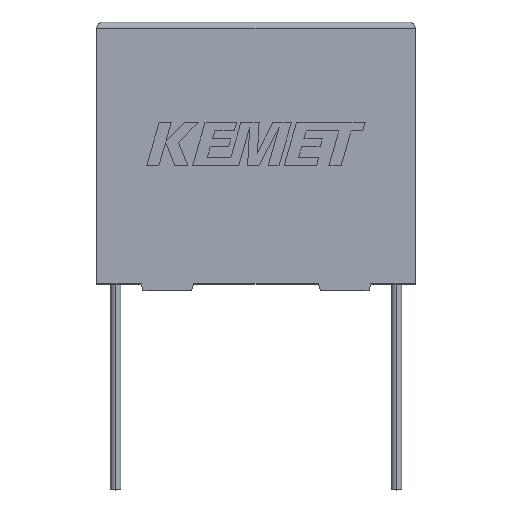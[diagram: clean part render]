
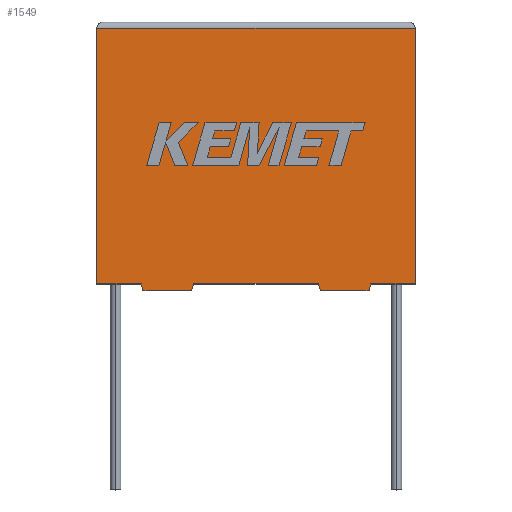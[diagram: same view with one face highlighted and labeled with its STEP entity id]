
A CAD part, top view. The second image highlights one B-rep face of the part: STEP entity #1549.
In plain terms, the highlighted planar face has unit normal (0, 0, 1).
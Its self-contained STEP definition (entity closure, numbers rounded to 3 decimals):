
#56 = VECTOR ( 'NONE', #2752, 1000. ) ;
#103 = LINE ( 'NONE', #196, #3134 ) ;
#135 = VERTEX_POINT ( 'NONE', #1181 ) ;
#136 = PLANE ( 'NONE',  #1834 ) ;
#176 = EDGE_CURVE ( 'NONE', #285, #2365, #2088, .T. ) ;
#196 = CARTESIAN_POINT ( 'NONE',  ( 17.909, -0.5, 12.5 ) ) ;
#260 = CARTESIAN_POINT ( 'NONE',  ( 7.591, -0.5, 12.5 ) ) ;
#268 = CARTESIAN_POINT ( 'NONE',  ( 3.69, -0.5, 12.5 ) ) ;
#285 = VERTEX_POINT ( 'NONE', #1902 ) ;
#304 = CARTESIAN_POINT ( 'NONE',  ( 21.81, -0.5, 12.5 ) ) ;
#312 = LINE ( 'NONE', #2382, #2318 ) ;
#313 = ORIENTED_EDGE ( 'NONE', *, *, #1939, .T. ) ;
#332 = CARTESIAN_POINT ( 'NONE',  ( 17.758, 0., 12.5 ) ) ;
#336 = DIRECTION ( 'NONE',  ( -1., 0., 0. ) ) ;
#348 = CARTESIAN_POINT ( 'NONE',  ( 3.54, 0., 12.5 ) ) ;
#385 = VECTOR ( 'NONE', #1093, 1000. ) ;
#451 = DIRECTION ( 'NONE',  ( 0., 0., -1. ) ) ;
#553 = ORIENTED_EDGE ( 'NONE', *, *, #1419, .T. ) ;
#596 = CARTESIAN_POINT ( 'NONE',  ( 0., 0., 12.5 ) ) ;
#626 = ORIENTED_EDGE ( 'NONE', *, *, #1675, .T. ) ;
#707 = VERTEX_POINT ( 'NONE', #1563 ) ;
#799 = LINE ( 'NONE', #1318, #1159 ) ;
#851 = ORIENTED_EDGE ( 'NONE', *, *, #3142, .F. ) ;
#871 = CARTESIAN_POINT ( 'NONE',  ( 0., 20.5, 12.5 ) ) ;
#943 = DIRECTION ( 'NONE',  ( -1., 0., 0. ) ) ;
#1054 = DIRECTION ( 'NONE',  ( 1., 0., 0. ) ) ;
#1078 = LINE ( 'NONE', #3071, #2151 ) ;
#1093 = DIRECTION ( 'NONE',  ( 0., 1., 0. ) ) ;
#1135 = LINE ( 'NONE', #1802, #56 ) ;
#1138 = EDGE_CURVE ( 'NONE', #707, #2288, #103, .T. ) ;
#1140 = VERTEX_POINT ( 'NONE', #1688 ) ;
#1159 = VECTOR ( 'NONE', #2110, 1000. ) ;
#1181 = CARTESIAN_POINT ( 'NONE',  ( 0., 0., 12.5 ) ) ;
#1241 = LINE ( 'NONE', #304, #1878 ) ;
#1281 = DIRECTION ( 'NONE',  ( 0.287, 0.958, 0. ) ) ;
#1318 = CARTESIAN_POINT ( 'NONE',  ( 3.54, 0., 12.5 ) ) ;
#1335 = EDGE_LOOP ( 'NONE', ( #1754, #1667, #3019, #2492, #553, #3237, #313, #2521, #2371, #1504, #851, #626 ) ) ;
#1339 = CARTESIAN_POINT ( 'NONE',  ( 25.5, 20.5, 12.5 ) ) ;
#1348 = DIRECTION ( 'NONE',  ( 1., 0., 0. ) ) ;
#1396 = EDGE_CURVE ( 'NONE', #1794, #707, #1241, .T. ) ;
#1419 = EDGE_CURVE ( 'NONE', #2323, #1620, #799, .T. ) ;
#1462 = VERTEX_POINT ( 'NONE', #871 ) ;
#1482 = EDGE_CURVE ( 'NONE', #135, #2323, #2198, .T. ) ;
#1504 = ORIENTED_EDGE ( 'NONE', *, *, #1396, .F. ) ;
#1549 = ADVANCED_FACE ( 'NONE', ( #3131 ), #136, .F. ) ;
#1563 = CARTESIAN_POINT ( 'NONE',  ( 17.909, -0.5, 12.5 ) ) ;
#1614 = CARTESIAN_POINT ( 'NONE',  ( 7.742, 0., 12.5 ) ) ;
#1620 = VERTEX_POINT ( 'NONE', #268 ) ;
#1631 = VECTOR ( 'NONE', #1281, 1000. ) ;
#1655 = DIRECTION ( 'NONE',  ( -0.287, 0.958, 0. ) ) ;
#1660 = CARTESIAN_POINT ( 'NONE',  ( 0., 0., 12.5 ) ) ;
#1667 = ORIENTED_EDGE ( 'NONE', *, *, #2082, .T. ) ;
#1675 = EDGE_CURVE ( 'NONE', #1140, #285, #1078, .T. ) ;
#1688 = CARTESIAN_POINT ( 'NONE',  ( 21.96, 0., 12.5 ) ) ;
#1754 = ORIENTED_EDGE ( 'NONE', *, *, #176, .T. ) ;
#1758 = VECTOR ( 'NONE', #1348, 1000. ) ;
#1794 = VERTEX_POINT ( 'NONE', #2913 ) ;
#1802 = CARTESIAN_POINT ( 'NONE',  ( 3.69, -0.5, 12.5 ) ) ;
#1814 = DIRECTION ( 'NONE',  ( 1., 0., 0. ) ) ;
#1834 = AXIS2_PLACEMENT_3D ( 'NONE', #2963, #451, #943 ) ;
#1876 = DIRECTION ( 'NONE',  ( -1., 0., 0. ) ) ;
#1878 = VECTOR ( 'NONE', #336, 1000. ) ;
#1902 = CARTESIAN_POINT ( 'NONE',  ( 25.5, 0., 12.5 ) ) ;
#1904 = CARTESIAN_POINT ( 'NONE',  ( 7.591, -0.5, 12.5 ) ) ;
#1939 = EDGE_CURVE ( 'NONE', #3152, #2185, #3014, .T. ) ;
#1942 = DIRECTION ( 'NONE',  ( -0.287, -0.958, 0. ) ) ;
#2082 = EDGE_CURVE ( 'NONE', #2365, #1462, #2634, .T. ) ;
#2088 = LINE ( 'NONE', #2100, #385 ) ;
#2100 = CARTESIAN_POINT ( 'NONE',  ( 25.5, 0., 12.5 ) ) ;
#2110 = DIRECTION ( 'NONE',  ( 0.287, -0.958, 0. ) ) ;
#2151 = VECTOR ( 'NONE', #1814, 1000. ) ;
#2185 = VERTEX_POINT ( 'NONE', #1614 ) ;
#2192 = EDGE_CURVE ( 'NONE', #1462, #135, #3123, .T. ) ;
#2198 = LINE ( 'NONE', #596, #1758 ) ;
#2288 = VERTEX_POINT ( 'NONE', #332 ) ;
#2318 = VECTOR ( 'NONE', #1942, 1000. ) ;
#2323 = VERTEX_POINT ( 'NONE', #348 ) ;
#2365 = VERTEX_POINT ( 'NONE', #1339 ) ;
#2371 = ORIENTED_EDGE ( 'NONE', *, *, #1138, .F. ) ;
#2382 = CARTESIAN_POINT ( 'NONE',  ( 21.96, 0., 12.5 ) ) ;
#2455 = VECTOR ( 'NONE', #2850, 1000. ) ;
#2492 = ORIENTED_EDGE ( 'NONE', *, *, #1482, .T. ) ;
#2521 = ORIENTED_EDGE ( 'NONE', *, *, #2915, .T. ) ;
#2634 = LINE ( 'NONE', #3106, #2766 ) ;
#2752 = DIRECTION ( 'NONE',  ( 1., 0., 0. ) ) ;
#2758 = LINE ( 'NONE', #1660, #3233 ) ;
#2766 = VECTOR ( 'NONE', #1876, 1000. ) ;
#2850 = DIRECTION ( 'NONE',  ( 0., -1., 0. ) ) ;
#2913 = CARTESIAN_POINT ( 'NONE',  ( 21.81, -0.5, 12.5 ) ) ;
#2915 = EDGE_CURVE ( 'NONE', #2185, #2288, #2758, .T. ) ;
#2963 = CARTESIAN_POINT ( 'NONE',  ( 0., 0., 12.5 ) ) ;
#3014 = LINE ( 'NONE', #260, #1631 ) ;
#3019 = ORIENTED_EDGE ( 'NONE', *, *, #2192, .T. ) ;
#3071 = CARTESIAN_POINT ( 'NONE',  ( 0., 0., 12.5 ) ) ;
#3091 = EDGE_CURVE ( 'NONE', #1620, #3152, #1135, .T. ) ;
#3106 = CARTESIAN_POINT ( 'NONE',  ( 0., 20.5, 12.5 ) ) ;
#3123 = LINE ( 'NONE', #3145, #2455 ) ;
#3131 = FACE_OUTER_BOUND ( 'NONE', #1335, .T. ) ;
#3134 = VECTOR ( 'NONE', #1655, 1000. ) ;
#3142 = EDGE_CURVE ( 'NONE', #1140, #1794, #312, .T. ) ;
#3145 = CARTESIAN_POINT ( 'NONE',  ( 0., 0., 12.5 ) ) ;
#3152 = VERTEX_POINT ( 'NONE', #1904 ) ;
#3233 = VECTOR ( 'NONE', #1054, 1000. ) ;
#3237 = ORIENTED_EDGE ( 'NONE', *, *, #3091, .T. ) ;
